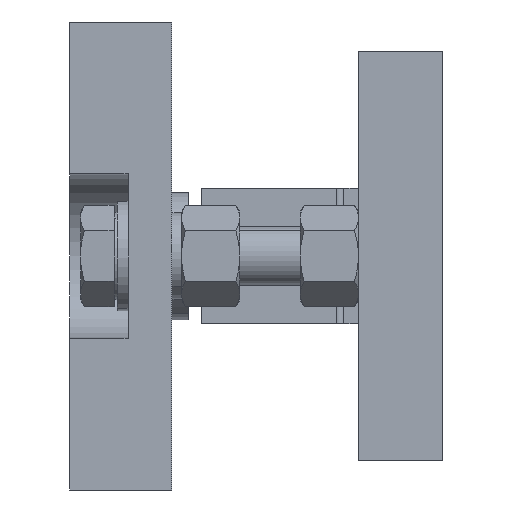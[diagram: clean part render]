
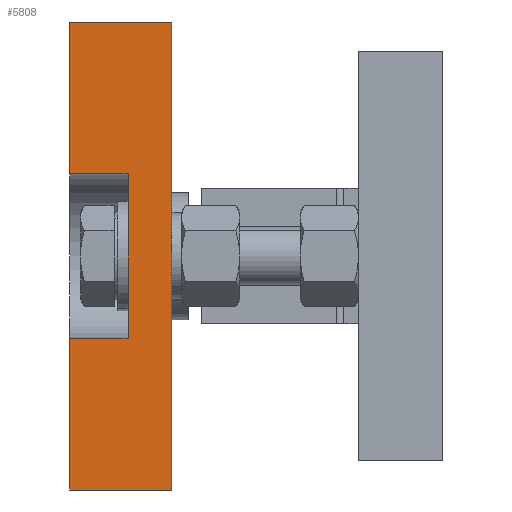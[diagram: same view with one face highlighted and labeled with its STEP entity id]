
A CAD part, left-side view. The second image highlights one B-rep face of the part: STEP entity #5808.
In plain terms, the highlighted planar face has unit normal (-1, 0, 0).
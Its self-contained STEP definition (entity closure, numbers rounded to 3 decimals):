
#39 = EDGE_LOOP ( 'NONE', ( #3132, #6092, #627, #3691, #6584, #1843, #455, #5911 ) ) ;
#253 = EDGE_CURVE ( 'NONE', #674, #6728, #4273, .T. ) ;
#339 = VECTOR ( 'NONE', #613, 1000. ) ;
#449 = DIRECTION ( 'NONE',  ( 0., 1., 0. ) ) ;
#455 = ORIENTED_EDGE ( 'NONE', *, *, #3677, .F. ) ;
#613 = DIRECTION ( 'NONE',  ( 0., -1., 0. ) ) ;
#627 = ORIENTED_EDGE ( 'NONE', *, *, #5282, .F. ) ;
#674 = VERTEX_POINT ( 'NONE', #1093 ) ;
#911 = EDGE_CURVE ( 'NONE', #3156, #2019, #3547, .T. ) ;
#1093 = CARTESIAN_POINT ( 'NONE',  ( -75., 12., 22.5 ) ) ;
#1172 = CARTESIAN_POINT ( 'NONE',  ( -75., 28., -64. ) ) ;
#1261 = VERTEX_POINT ( 'NONE', #1519 ) ;
#1354 = CARTESIAN_POINT ( 'NONE',  ( -75., 0., 64. ) ) ;
#1491 = VERTEX_POINT ( 'NONE', #5416 ) ;
#1519 = CARTESIAN_POINT ( 'NONE',  ( -75., 12., -22.5 ) ) ;
#1657 = LINE ( 'NONE', #4001, #339 ) ;
#1696 = CARTESIAN_POINT ( 'NONE',  ( -75., 28., -64. ) ) ;
#1777 = CARTESIAN_POINT ( 'NONE',  ( -75., 28., -64. ) ) ;
#1792 = CARTESIAN_POINT ( 'NONE',  ( -75., 28., 22.5 ) ) ;
#1798 = EDGE_CURVE ( 'NONE', #1261, #674, #3081, .T. ) ;
#1843 = ORIENTED_EDGE ( 'NONE', *, *, #4461, .F. ) ;
#2019 = VERTEX_POINT ( 'NONE', #7249 ) ;
#2062 = LINE ( 'NONE', #2133, #3226 ) ;
#2133 = CARTESIAN_POINT ( 'NONE',  ( -75., 0., -64. ) ) ;
#2187 = DIRECTION ( 'NONE',  ( 1., 0., 0. ) ) ;
#2236 = AXIS2_PLACEMENT_3D ( 'NONE', #3314, #2187, #5483 ) ;
#2258 = LINE ( 'NONE', #5136, #2419 ) ;
#2302 = DIRECTION ( 'NONE',  ( 0., 1., 0. ) ) ;
#2369 = DIRECTION ( 'NONE',  ( 0., 0., 1. ) ) ;
#2419 = VECTOR ( 'NONE', #2302, 1000. ) ;
#2451 = VECTOR ( 'NONE', #2759, 1000. ) ;
#2745 = PLANE ( 'NONE',  #2236 ) ;
#2759 = DIRECTION ( 'NONE',  ( 0., 0., 1. ) ) ;
#3081 = LINE ( 'NONE', #6689, #2451 ) ;
#3132 = ORIENTED_EDGE ( 'NONE', *, *, #1798, .F. ) ;
#3156 = VERTEX_POINT ( 'NONE', #1696 ) ;
#3226 = VECTOR ( 'NONE', #6088, 1000. ) ;
#3257 = VECTOR ( 'NONE', #4977, 1000. ) ;
#3314 = CARTESIAN_POINT ( 'NONE',  ( -75., 28., -64. ) ) ;
#3547 = LINE ( 'NONE', #1172, #6352 ) ;
#3677 = EDGE_CURVE ( 'NONE', #6728, #4787, #5027, .T. ) ;
#3691 = ORIENTED_EDGE ( 'NONE', *, *, #911, .T. ) ;
#3848 = LINE ( 'NONE', #1777, #7190 ) ;
#4001 = CARTESIAN_POINT ( 'NONE',  ( -75., 28., 64. ) ) ;
#4030 = DIRECTION ( 'NONE',  ( 0., -1., 0. ) ) ;
#4264 = CARTESIAN_POINT ( 'NONE',  ( -75., 12., 22.5 ) ) ;
#4273 = LINE ( 'NONE', #4264, #4634 ) ;
#4461 = EDGE_CURVE ( 'NONE', #4787, #5370, #1657, .T. ) ;
#4634 = VECTOR ( 'NONE', #449, 1000. ) ;
#4787 = VERTEX_POINT ( 'NONE', #4989 ) ;
#4977 = DIRECTION ( 'NONE',  ( 0., 0., 1. ) ) ;
#4989 = CARTESIAN_POINT ( 'NONE',  ( -75., 28., 64. ) ) ;
#5027 = LINE ( 'NONE', #6552, #3257 ) ;
#5136 = CARTESIAN_POINT ( 'NONE',  ( -75., 12., -22.5 ) ) ;
#5282 = EDGE_CURVE ( 'NONE', #3156, #1491, #3848, .T. ) ;
#5370 = VERTEX_POINT ( 'NONE', #1354 ) ;
#5416 = CARTESIAN_POINT ( 'NONE',  ( -75., 28., -22.5 ) ) ;
#5483 = DIRECTION ( 'NONE',  ( 0., 0., -1. ) ) ;
#5693 = EDGE_CURVE ( 'NONE', #1261, #1491, #2258, .T. ) ;
#5808 = ADVANCED_FACE ( 'NONE', ( #6388 ), #2745, .F. ) ;
#5862 = EDGE_CURVE ( 'NONE', #2019, #5370, #2062, .T. ) ;
#5911 = ORIENTED_EDGE ( 'NONE', *, *, #253, .F. ) ;
#6088 = DIRECTION ( 'NONE',  ( 0., 0., 1. ) ) ;
#6092 = ORIENTED_EDGE ( 'NONE', *, *, #5693, .T. ) ;
#6352 = VECTOR ( 'NONE', #4030, 1000. ) ;
#6388 = FACE_OUTER_BOUND ( 'NONE', #39, .T. ) ;
#6552 = CARTESIAN_POINT ( 'NONE',  ( -75., 28., -64. ) ) ;
#6584 = ORIENTED_EDGE ( 'NONE', *, *, #5862, .T. ) ;
#6689 = CARTESIAN_POINT ( 'NONE',  ( -75., 12., 22.5 ) ) ;
#6728 = VERTEX_POINT ( 'NONE', #1792 ) ;
#7190 = VECTOR ( 'NONE', #2369, 1000. ) ;
#7249 = CARTESIAN_POINT ( 'NONE',  ( -75., 0., -64. ) ) ;
